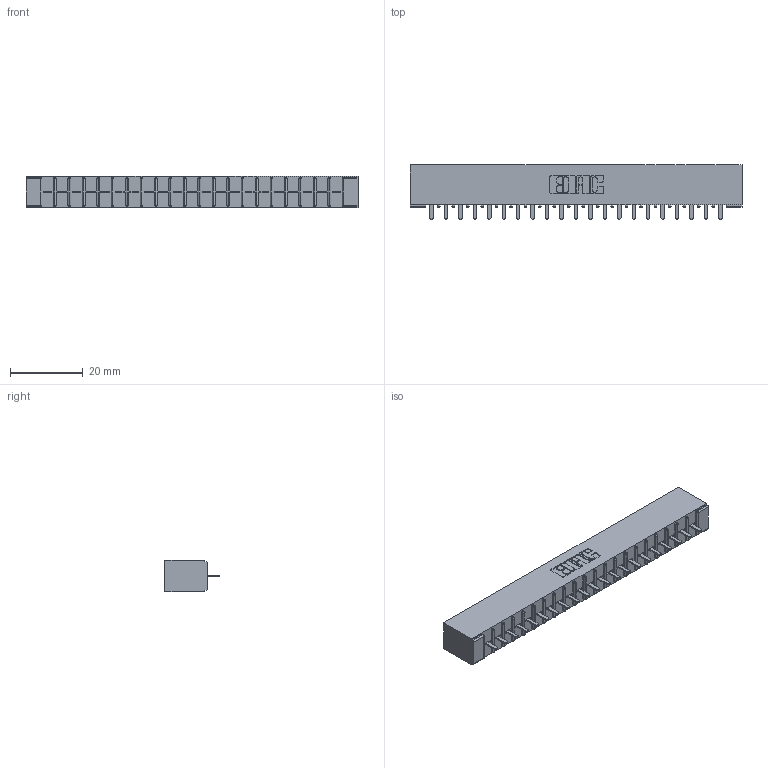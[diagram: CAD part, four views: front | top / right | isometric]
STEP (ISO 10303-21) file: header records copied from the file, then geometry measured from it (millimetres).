
FILE_DESCRIPTION (( 'STEP AP203' ), '1' );
FILE_NAME ('316-021-521-101.STEP', '2018-07-31T01:46:37', ( '' ), ( '' ), 'SwSTEP 2.0', 'SolidWorks 2016', '' );
FILE_SCHEMA (( 'CONFIG_CONTROL_DESIGN' ));
Length unit declared in the file: inch
Products named in the file (3): 306 Part_No Mounting; 306-290-001_121; 316-021-521-101
Assembly tree (22 placements, depth 2):
  316-021-521-101
    306 Part_No Mounting
    306-290-001_121  x21
Bounding box: 91.08 x 14.88 x 8.71 mm (x, y, z)
Volume: 6478.6 mm3; surface area: 9650.5 mm2
Topology: 22 solids, 22 shells, 1578 faces, 4429 edges, 2838 vertices
Faces by surface type: plane 1051, cylinder 443, sphere 84
Entity records: 21982 total; most frequent: CARTESIAN_POINT 3686, ORIENTED_EDGE 3650, DIRECTION 3637, EDGE_CURVE 1825, LINE 1419, VECTOR 1419, VERTEX_POINT 1158, AXIS2_PLACEMENT_3D 1109
